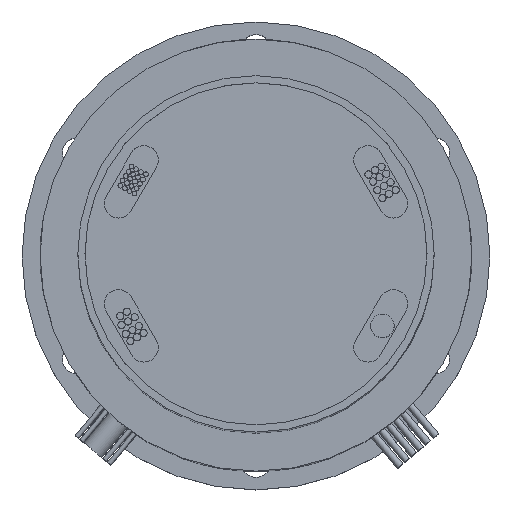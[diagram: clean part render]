
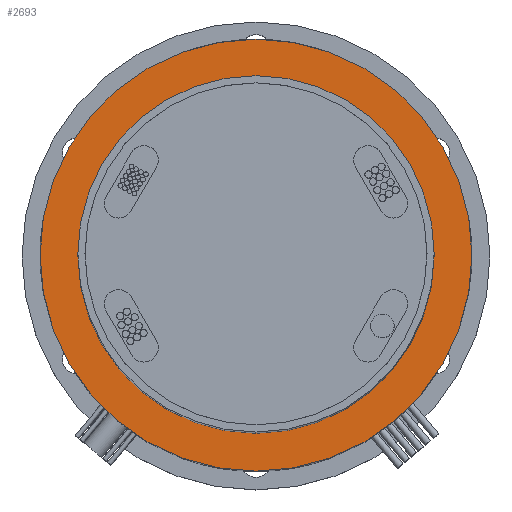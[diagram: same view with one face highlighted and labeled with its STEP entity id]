
A CAD part, top view. The second image highlights one B-rep face of the part: STEP entity #2693.
In plain terms, the highlighted planar face has unit normal (0, 0, 1).
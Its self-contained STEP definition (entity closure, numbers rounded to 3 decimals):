
#37 = CIRCLE ( 'NONE', #10200, 60. ) ;
#437 = EDGE_CURVE ( 'NONE', #7785, #10305, #7621, .T. ) ;
#509 = ORIENTED_EDGE ( 'NONE', *, *, #8804, .T. ) ;
#537 = CARTESIAN_POINT ( 'NONE',  ( 49.5, 0., 138. ) ) ;
#583 = DIRECTION ( 'NONE',  ( 0., 0., 1. ) ) ;
#1042 = CIRCLE ( 'NONE', #2717, 49.5 ) ;
#1789 = EDGE_LOOP ( 'NONE', ( #2639, #6237 ) ) ;
#1814 = CARTESIAN_POINT ( 'NONE',  ( 60., 0., 138. ) ) ;
#2040 = DIRECTION ( 'NONE',  ( 0., 0., 1. ) ) ;
#2100 = CARTESIAN_POINT ( 'NONE',  ( 0., 0., 138. ) ) ;
#2313 = ORIENTED_EDGE ( 'NONE', *, *, #2853, .T. ) ;
#2549 = DIRECTION ( 'NONE',  ( 1., 0., 0. ) ) ;
#2639 = ORIENTED_EDGE ( 'NONE', *, *, #4655, .F. ) ;
#2693 = ADVANCED_FACE ( 'NONE', ( #7750, #10250 ), #5019, .T. ) ;
#2717 = AXIS2_PLACEMENT_3D ( 'NONE', #7061, #2040, #7887 ) ;
#2762 = DIRECTION ( 'NONE',  ( 0., 0., 1. ) ) ;
#2853 = EDGE_CURVE ( 'NONE', #3368, #9417, #37, .T. ) ;
#2943 = DIRECTION ( 'NONE',  ( 1., 0., 0. ) ) ;
#3368 = VERTEX_POINT ( 'NONE', #6102 ) ;
#4655 = EDGE_CURVE ( 'NONE', #10305, #7785, #1042, .T. ) ;
#5019 = PLANE ( 'NONE',  #5135 ) ;
#5135 = AXIS2_PLACEMENT_3D ( 'NONE', #5877, #7551, #2549 ) ;
#5430 = CARTESIAN_POINT ( 'NONE',  ( -49.5, 0., 138. ) ) ;
#5612 = CARTESIAN_POINT ( 'NONE',  ( 0., 0., 138. ) ) ;
#5877 = CARTESIAN_POINT ( 'NONE',  ( 0., 0., 138. ) ) ;
#6102 = CARTESIAN_POINT ( 'NONE',  ( -60., 0., 138. ) ) ;
#6237 = ORIENTED_EDGE ( 'NONE', *, *, #437, .F. ) ;
#6451 = DIRECTION ( 'NONE',  ( 1., 0., 0. ) ) ;
#6480 = AXIS2_PLACEMENT_3D ( 'NONE', #5612, #583, #6451 ) ;
#6866 = EDGE_LOOP ( 'NONE', ( #2313, #509 ) ) ;
#7061 = CARTESIAN_POINT ( 'NONE',  ( 0., 0., 138. ) ) ;
#7551 = DIRECTION ( 'NONE',  ( 0., 0., 1. ) ) ;
#7621 = CIRCLE ( 'NONE', #6480, 49.5 ) ;
#7750 = FACE_OUTER_BOUND ( 'NONE', #6866, .T. ) ;
#7759 = CARTESIAN_POINT ( 'NONE',  ( 0., 0., 138. ) ) ;
#7785 = VERTEX_POINT ( 'NONE', #537 ) ;
#7887 = DIRECTION ( 'NONE',  ( 1., 0., 0. ) ) ;
#7935 = DIRECTION ( 'NONE',  ( 0., 0., 1. ) ) ;
#8611 = DIRECTION ( 'NONE',  ( 1., 0., 0. ) ) ;
#8738 = CIRCLE ( 'NONE', #9201, 60. ) ;
#8804 = EDGE_CURVE ( 'NONE', #9417, #3368, #8738, .T. ) ;
#9201 = AXIS2_PLACEMENT_3D ( 'NONE', #2100, #7935, #2943 ) ;
#9417 = VERTEX_POINT ( 'NONE', #1814 ) ;
#10200 = AXIS2_PLACEMENT_3D ( 'NONE', #7759, #2762, #8611 ) ;
#10250 = FACE_BOUND ( 'NONE', #1789, .T. ) ;
#10305 = VERTEX_POINT ( 'NONE', #5430 ) ;
